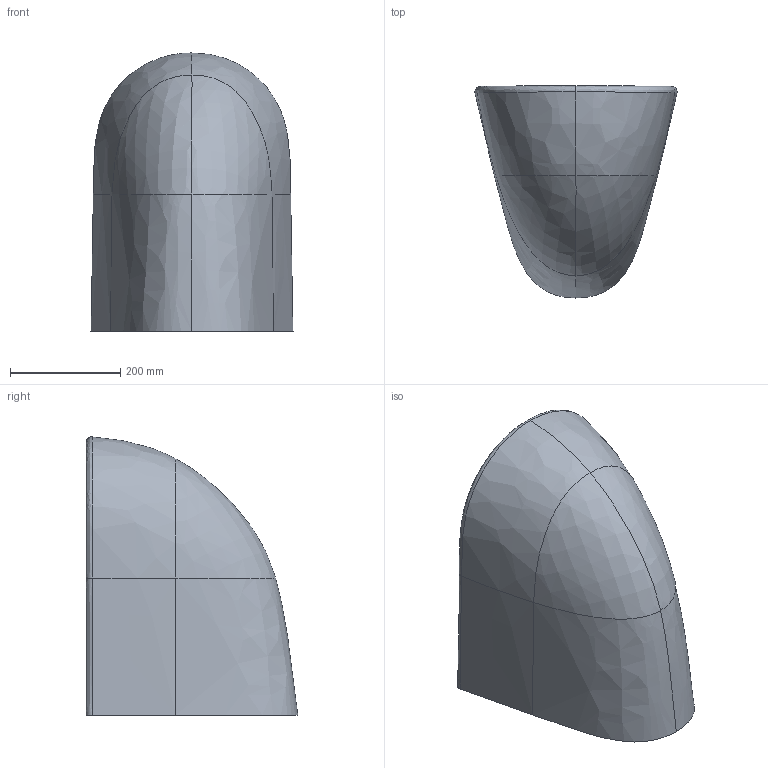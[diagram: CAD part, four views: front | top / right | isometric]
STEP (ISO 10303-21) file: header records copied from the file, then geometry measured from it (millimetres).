
FILE_DESCRIPTION((''),'2;1');
FILE_NAME('PRT_42407096_000','2021-11-08T11:54:18',('KUMARY1'),(''),'CREO PARAMETRIC BY PTC INC, 2020454','CREO PARAMETRIC BY PTC INC, 2020454','');
FILE_SCHEMA(('CONFIG_CONTROL_DESIGN'));
Length unit declared in the file: millimetre
Products named in the file (1): PRT_42407096_000
Bounding box: 365.88 x 383.16 x 503.65 mm (x, y, z)
Volume: 16895308.6 mm3; surface area: 1226083.1 mm2
Topology: 1 solids, 1 shells, 279 faces, 784 edges, 514 vertices
Faces by surface type: bspline 90, plane 76, extrusion 76, cylinder 24, cone 7, torus 6
Entity records: 20424 total; most frequent: CARTESIAN_POINT 14419, ORIENTED_EDGE 1568, EDGE_CURVE 784, DIRECTION 636, B_SPLINE_CURVE_WITH_KNOTS 570, VERTEX_POINT 514, VECTOR 322, EDGE_LOOP 298
